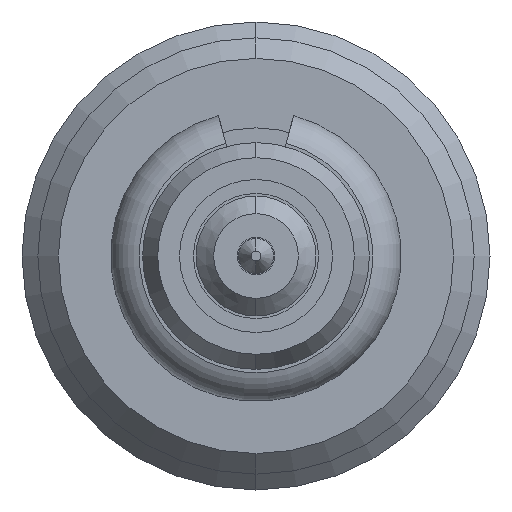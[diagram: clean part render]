
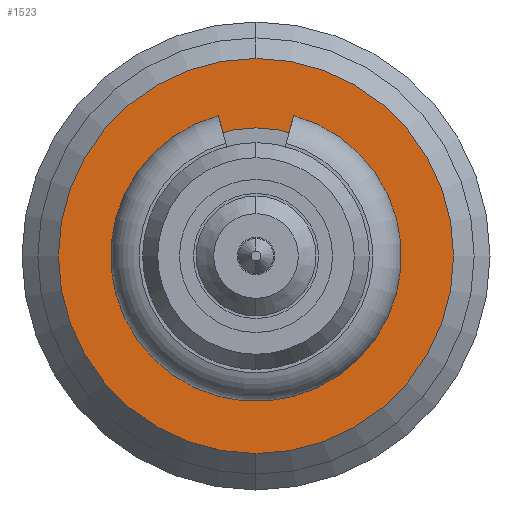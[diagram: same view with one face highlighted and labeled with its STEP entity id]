
A CAD part, left-side view. The second image highlights one B-rep face of the part: STEP entity #1523.
In plain terms, the highlighted planar face has unit normal (-1, 0, 0).
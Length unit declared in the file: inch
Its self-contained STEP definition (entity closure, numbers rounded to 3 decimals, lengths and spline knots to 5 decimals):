
#21 = VERTEX_POINT ( 'NONE', #3078 ) ;
#98 = EDGE_CURVE ( 'NONE', #2638, #600, #2764, .T. ) ;
#103 = DIRECTION ( 'NONE',  ( 0., 0., 1. ) ) ;
#177 = CARTESIAN_POINT ( 'NONE',  ( 0.10683, 0., 0.08022 ) ) ;
#190 = VERTEX_POINT ( 'NONE', #3240 ) ;
#224 = DIRECTION ( 'NONE',  ( -1., 0., 0. ) ) ;
#450 = AXIS2_PLACEMENT_3D ( 'NONE', #1237, #2700, #2244 ) ;
#510 = DIRECTION ( 'NONE',  ( 0., 0., 1. ) ) ;
#517 = AXIS2_PLACEMENT_3D ( 'NONE', #2743, #1785, #2562 ) ;
#543 = EDGE_LOOP ( 'NONE', ( #823, #1022 ) ) ;
#600 = VERTEX_POINT ( 'NONE', #3070 ) ;
#738 = DIRECTION ( 'NONE',  ( -1., 0., 0. ) ) ;
#765 = CARTESIAN_POINT ( 'NONE',  ( 0.10683, 0., 0. ) ) ;
#823 = ORIENTED_EDGE ( 'NONE', *, *, #2674, .T. ) ;
#872 = CARTESIAN_POINT ( 'NONE',  ( 0.10683, 0., 0. ) ) ;
#929 = AXIS2_PLACEMENT_3D ( 'NONE', #2524, #224, #1256 ) ;
#1022 = ORIENTED_EDGE ( 'NONE', *, *, #98, .T. ) ;
#1023 = FACE_BOUND ( 'NONE', #2488, .T. ) ;
#1035 = PLANE ( 'NONE',  #517 ) ;
#1237 = CARTESIAN_POINT ( 'NONE',  ( 0.10683, 0., 0. ) ) ;
#1256 = DIRECTION ( 'NONE',  ( 0., 0., 1. ) ) ;
#1275 = CIRCLE ( 'NONE', #2188, 0.05201 ) ;
#1355 = ORIENTED_EDGE ( 'NONE', *, *, #3102, .F. ) ;
#1439 = AXIS2_PLACEMENT_3D ( 'NONE', #872, #3225, #103 ) ;
#1522 = EDGE_CURVE ( 'NONE', #21, #190, #1275, .T. ) ;
#1523 = ADVANCED_FACE ( 'NONE', ( #1023, #2256 ), #1035, .F. ) ;
#1785 = DIRECTION ( 'NONE',  ( 1., 0., 0. ) ) ;
#1838 = CIRCLE ( 'NONE', #450, 0.05201 ) ;
#2188 = AXIS2_PLACEMENT_3D ( 'NONE', #765, #738, #510 ) ;
#2244 = DIRECTION ( 'NONE',  ( 0., 0., 1. ) ) ;
#2256 = FACE_OUTER_BOUND ( 'NONE', #543, .T. ) ;
#2429 = CIRCLE ( 'NONE', #929, 0.08022 ) ;
#2488 = EDGE_LOOP ( 'NONE', ( #2798, #1355 ) ) ;
#2524 = CARTESIAN_POINT ( 'NONE',  ( 0.10683, 0., 0. ) ) ;
#2562 = DIRECTION ( 'NONE',  ( 0., 0., -1. ) ) ;
#2638 = VERTEX_POINT ( 'NONE', #177 ) ;
#2674 = EDGE_CURVE ( 'NONE', #600, #2638, #2429, .T. ) ;
#2700 = DIRECTION ( 'NONE',  ( -1., 0., 0. ) ) ;
#2743 = CARTESIAN_POINT ( 'NONE',  ( 0.10683, 0.05201, 0. ) ) ;
#2764 = CIRCLE ( 'NONE', #1439, 0.08022 ) ;
#2798 = ORIENTED_EDGE ( 'NONE', *, *, #1522, .F. ) ;
#3070 = CARTESIAN_POINT ( 'NONE',  ( 0.10683, 0., -0.08022 ) ) ;
#3078 = CARTESIAN_POINT ( 'NONE',  ( 0.10683, 0., 0.05201 ) ) ;
#3102 = EDGE_CURVE ( 'NONE', #190, #21, #1838, .T. ) ;
#3225 = DIRECTION ( 'NONE',  ( -1., 0., 0. ) ) ;
#3240 = CARTESIAN_POINT ( 'NONE',  ( 0.10683, 0., -0.05201 ) ) ;
